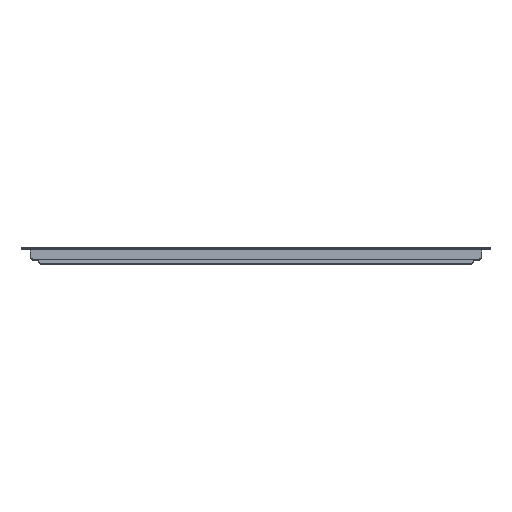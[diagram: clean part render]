
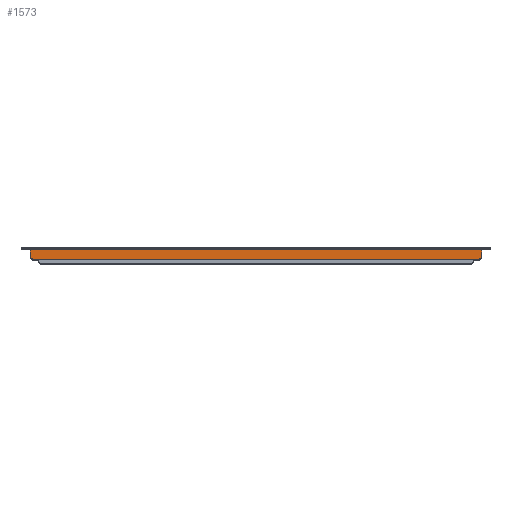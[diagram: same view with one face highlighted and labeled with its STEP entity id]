
A CAD part, top view. The second image highlights one B-rep face of the part: STEP entity #1573.
In plain terms, the highlighted planar face has unit normal (0, 0, 1).
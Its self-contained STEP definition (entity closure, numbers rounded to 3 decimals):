
#28 = CARTESIAN_POINT ( 'NONE',  ( -278.25, -1.5, 47.45 ) ) ;
#59 = ORIENTED_EDGE ( 'NONE', *, *, #1848, .F. ) ;
#152 = EDGE_CURVE ( 'NONE', #1538, #3047, #3176, .T. ) ;
#282 = AXIS2_PLACEMENT_3D ( 'NONE', #3053, #2601, #1968 ) ;
#289 = DIRECTION ( 'NONE',  ( 0., 1., 0. ) ) ;
#320 = DIRECTION ( 'NONE',  ( 0., -1., 0. ) ) ;
#383 = VECTOR ( 'NONE', #289, 1000. ) ;
#405 = EDGE_CURVE ( 'NONE', #2408, #3320, #1783, .T. ) ;
#434 = ORIENTED_EDGE ( 'NONE', *, *, #2166, .F. ) ;
#504 = DIRECTION ( 'NONE',  ( 0., -1., 0. ) ) ;
#530 = CARTESIAN_POINT ( 'NONE',  ( 273.25, -10., 47.45 ) ) ;
#587 = CARTESIAN_POINT ( 'NONE',  ( -278.25, -15., 47.45 ) ) ;
#764 = CARTESIAN_POINT ( 'NONE',  ( -273.25, -15., 47.45 ) ) ;
#902 = DIRECTION ( 'NONE',  ( 0., 0., 1. ) ) ;
#913 = ORIENTED_EDGE ( 'NONE', *, *, #3455, .T. ) ;
#1085 = EDGE_LOOP ( 'NONE', ( #59, #2627, #3252, #2854, #434, #913 ) ) ;
#1101 = CARTESIAN_POINT ( 'NONE',  ( 278.25, -15., 47.45 ) ) ;
#1145 = FACE_OUTER_BOUND ( 'NONE', #1085, .T. ) ;
#1238 = CARTESIAN_POINT ( 'NONE',  ( -278.25, -10., 47.45 ) ) ;
#1375 = LINE ( 'NONE', #1101, #3209 ) ;
#1510 = PLANE ( 'NONE',  #282 ) ;
#1538 = VERTEX_POINT ( 'NONE', #1238 ) ;
#1554 = EDGE_CURVE ( 'NONE', #2408, #3047, #2786, .T. ) ;
#1573 = ADVANCED_FACE ( 'NONE', ( #1145 ), #1510, .T. ) ;
#1590 = CARTESIAN_POINT ( 'NONE',  ( -278.25, -3., 47.45 ) ) ;
#1724 = VERTEX_POINT ( 'NONE', #1590 ) ;
#1765 = DIRECTION ( 'NONE',  ( -1., 0., 0. ) ) ;
#1783 = CIRCLE ( 'NONE', #2178, 5. ) ;
#1848 = EDGE_CURVE ( 'NONE', #1538, #1724, #2493, .T. ) ;
#1968 = DIRECTION ( 'NONE',  ( 0., -1., 0. ) ) ;
#2043 = CARTESIAN_POINT ( 'NONE',  ( 273.25, -15., 47.45 ) ) ;
#2091 = VECTOR ( 'NONE', #1765, 1000. ) ;
#2130 = DIRECTION ( 'NONE',  ( 0., 0., 1. ) ) ;
#2166 = EDGE_CURVE ( 'NONE', #3026, #3320, #1375, .T. ) ;
#2178 = AXIS2_PLACEMENT_3D ( 'NONE', #530, #2130, #2444 ) ;
#2224 = DIRECTION ( 'NONE',  ( -1., 0., 0. ) ) ;
#2408 = VERTEX_POINT ( 'NONE', #2043 ) ;
#2444 = DIRECTION ( 'NONE',  ( 0., -1., 0. ) ) ;
#2493 = LINE ( 'NONE', #28, #383 ) ;
#2573 = CARTESIAN_POINT ( 'NONE',  ( 0., -3., 47.45 ) ) ;
#2588 = VECTOR ( 'NONE', #2224, 1000. ) ;
#2601 = DIRECTION ( 'NONE',  ( 0., 0., 1. ) ) ;
#2627 = ORIENTED_EDGE ( 'NONE', *, *, #152, .T. ) ;
#2676 = CARTESIAN_POINT ( 'NONE',  ( 278.25, -3., 47.45 ) ) ;
#2768 = AXIS2_PLACEMENT_3D ( 'NONE', #2792, #902, #320 ) ;
#2786 = LINE ( 'NONE', #587, #2588 ) ;
#2792 = CARTESIAN_POINT ( 'NONE',  ( -273.25, -10., 47.45 ) ) ;
#2854 = ORIENTED_EDGE ( 'NONE', *, *, #405, .T. ) ;
#2899 = LINE ( 'NONE', #2573, #2091 ) ;
#3026 = VERTEX_POINT ( 'NONE', #2676 ) ;
#3047 = VERTEX_POINT ( 'NONE', #764 ) ;
#3053 = CARTESIAN_POINT ( 'NONE',  ( 0., 0., 47.45 ) ) ;
#3113 = CARTESIAN_POINT ( 'NONE',  ( 278.25, -10., 47.45 ) ) ;
#3176 = CIRCLE ( 'NONE', #2768, 5. ) ;
#3209 = VECTOR ( 'NONE', #504, 1000. ) ;
#3252 = ORIENTED_EDGE ( 'NONE', *, *, #1554, .F. ) ;
#3320 = VERTEX_POINT ( 'NONE', #3113 ) ;
#3455 = EDGE_CURVE ( 'NONE', #3026, #1724, #2899, .T. ) ;
